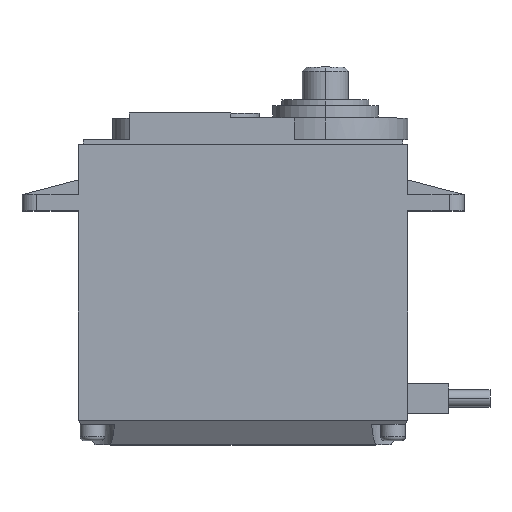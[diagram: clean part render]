
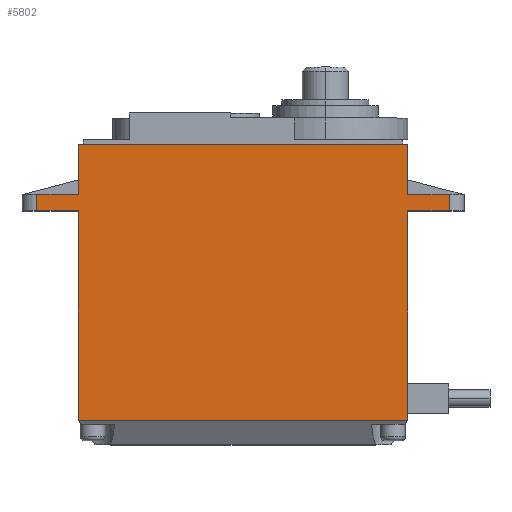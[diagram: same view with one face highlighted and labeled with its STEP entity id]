
A CAD part, top view. The second image highlights one B-rep face of the part: STEP entity #5802.
In plain terms, the highlighted planar face has unit normal (0, 0, 1).
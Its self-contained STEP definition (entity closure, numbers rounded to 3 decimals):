
#36 = EDGE_CURVE ( 'NONE', #5521, #3838, #2438, .T. ) ;
#46 = CARTESIAN_POINT ( 'NONE',  ( 20., 10.15, 19.7 ) ) ;
#90 = VECTOR ( 'NONE', #2878, 1000. ) ;
#168 = VECTOR ( 'NONE', #1817, 1000. ) ;
#288 = LINE ( 'NONE', #5104, #3141 ) ;
#383 = ORIENTED_EDGE ( 'NONE', *, *, #3193, .T. ) ;
#444 = EDGE_LOOP ( 'NONE', ( #1987, #1860, #5401, #4865, #5260, #5662, #4789, #3294, #2869, #4725, #383, #993 ) ) ;
#447 = VERTEX_POINT ( 'NONE', #46 ) ;
#468 = CARTESIAN_POINT ( 'NONE',  ( 0., 0., 19.7 ) ) ;
#510 = LINE ( 'NONE', #3913, #894 ) ;
#671 = DIRECTION ( 'NONE',  ( 1., 0., 0. ) ) ;
#786 = CARTESIAN_POINT ( 'NONE',  ( -25.05, 12.15, 19.7 ) ) ;
#811 = VERTEX_POINT ( 'NONE', #4587 ) ;
#894 = VECTOR ( 'NONE', #671, 1000. ) ;
#993 = ORIENTED_EDGE ( 'NONE', *, *, #3173, .F. ) ;
#1022 = CARTESIAN_POINT ( 'NONE',  ( -20., 18.25, 19.7 ) ) ;
#1110 = AXIS2_PLACEMENT_3D ( 'NONE', #468, #1903, #2370 ) ;
#1150 = CARTESIAN_POINT ( 'NONE',  ( -20., 10.15, 19.7 ) ) ;
#1250 = EDGE_CURVE ( 'NONE', #2573, #811, #2570, .T. ) ;
#1312 = CARTESIAN_POINT ( 'NONE',  ( 20., -15.25, 19.7 ) ) ;
#1321 = CARTESIAN_POINT ( 'NONE',  ( -25.05, 0., 19.7 ) ) ;
#1327 = CARTESIAN_POINT ( 'NONE',  ( -26.85, 12.15, 19.7 ) ) ;
#1340 = DIRECTION ( 'NONE',  ( 0., -1., 0. ) ) ;
#1361 = EDGE_CURVE ( 'NONE', #5313, #1418, #5498, .T. ) ;
#1414 = VECTOR ( 'NONE', #1647, 1000. ) ;
#1418 = VERTEX_POINT ( 'NONE', #1150 ) ;
#1621 = EDGE_CURVE ( 'NONE', #2573, #5516, #1906, .T. ) ;
#1647 = DIRECTION ( 'NONE',  ( 1., 0., 0. ) ) ;
#1817 = DIRECTION ( 'NONE',  ( 0., 1., 0. ) ) ;
#1860 = ORIENTED_EDGE ( 'NONE', *, *, #2819, .T. ) ;
#1881 = FACE_OUTER_BOUND ( 'NONE', #444, .T. ) ;
#1903 = DIRECTION ( 'NONE',  ( 0., 0., -1. ) ) ;
#1906 = LINE ( 'NONE', #1327, #3154 ) ;
#1987 = ORIENTED_EDGE ( 'NONE', *, *, #36, .F. ) ;
#2013 = CARTESIAN_POINT ( 'NONE',  ( -26.85, 12.15, 19.7 ) ) ;
#2033 = CARTESIAN_POINT ( 'NONE',  ( -26.85, 10.15, 19.7 ) ) ;
#2118 = EDGE_CURVE ( 'NONE', #5871, #5516, #2775, .T. ) ;
#2121 = LINE ( 'NONE', #3043, #1414 ) ;
#2149 = VECTOR ( 'NONE', #2948, 1000. ) ;
#2200 = LINE ( 'NONE', #2239, #168 ) ;
#2239 = CARTESIAN_POINT ( 'NONE',  ( -20., -18.25, 19.7 ) ) ;
#2277 = EDGE_CURVE ( 'NONE', #447, #5871, #2121, .T. ) ;
#2370 = DIRECTION ( 'NONE',  ( -1., 0., 0. ) ) ;
#2438 = LINE ( 'NONE', #2013, #2149 ) ;
#2570 = LINE ( 'NONE', #5212, #90 ) ;
#2573 = VERTEX_POINT ( 'NONE', #4770 ) ;
#2662 = EDGE_CURVE ( 'NONE', #4153, #4244, #510, .T. ) ;
#2699 = EDGE_CURVE ( 'NONE', #4244, #447, #288, .T. ) ;
#2775 = LINE ( 'NONE', #3767, #5854 ) ;
#2819 = EDGE_CURVE ( 'NONE', #5521, #5313, #4102, .T. ) ;
#2869 = ORIENTED_EDGE ( 'NONE', *, *, #1621, .F. ) ;
#2878 = DIRECTION ( 'NONE',  ( 0., 1., 0. ) ) ;
#2948 = DIRECTION ( 'NONE',  ( 1., 0., 0. ) ) ;
#3043 = CARTESIAN_POINT ( 'NONE',  ( -26.85, 10.15, 19.7 ) ) ;
#3131 = VECTOR ( 'NONE', #3651, 1000. ) ;
#3141 = VECTOR ( 'NONE', #4084, 1000. ) ;
#3154 = VECTOR ( 'NONE', #4578, 1000. ) ;
#3173 = EDGE_CURVE ( 'NONE', #3838, #3916, #2200, .T. ) ;
#3193 = EDGE_CURVE ( 'NONE', #811, #3916, #3244, .T. ) ;
#3232 = DIRECTION ( 'NONE',  ( -1., 0., 0. ) ) ;
#3244 = LINE ( 'NONE', #5972, #4836 ) ;
#3294 = ORIENTED_EDGE ( 'NONE', *, *, #2118, .T. ) ;
#3301 = CARTESIAN_POINT ( 'NONE',  ( 25.05, 10.15, 19.7 ) ) ;
#3354 = DIRECTION ( 'NONE',  ( 0., 1., 0. ) ) ;
#3381 = VECTOR ( 'NONE', #1340, 1000. ) ;
#3651 = DIRECTION ( 'NONE',  ( 0., 1., 0. ) ) ;
#3767 = CARTESIAN_POINT ( 'NONE',  ( 25.05, 12.15, 19.7 ) ) ;
#3838 = VERTEX_POINT ( 'NONE', #4629 ) ;
#3913 = CARTESIAN_POINT ( 'NONE',  ( 20., -15.25, 19.7 ) ) ;
#3916 = VERTEX_POINT ( 'NONE', #1022 ) ;
#4084 = DIRECTION ( 'NONE',  ( 0., 1., 0. ) ) ;
#4102 = LINE ( 'NONE', #1321, #3381 ) ;
#4153 = VERTEX_POINT ( 'NONE', #4909 ) ;
#4192 = PLANE ( 'NONE',  #1110 ) ;
#4244 = VERTEX_POINT ( 'NONE', #1312 ) ;
#4250 = VECTOR ( 'NONE', #5753, 1000. ) ;
#4518 = LINE ( 'NONE', #4580, #3131 ) ;
#4548 = CARTESIAN_POINT ( 'NONE',  ( 25.05, 12.15, 19.7 ) ) ;
#4578 = DIRECTION ( 'NONE',  ( 1., 0., 0. ) ) ;
#4580 = CARTESIAN_POINT ( 'NONE',  ( -20., -18.25, 19.7 ) ) ;
#4587 = CARTESIAN_POINT ( 'NONE',  ( 20., 18.25, 19.7 ) ) ;
#4629 = CARTESIAN_POINT ( 'NONE',  ( -20., 12.15, 19.7 ) ) ;
#4725 = ORIENTED_EDGE ( 'NONE', *, *, #1250, .T. ) ;
#4770 = CARTESIAN_POINT ( 'NONE',  ( 20., 12.15, 19.7 ) ) ;
#4789 = ORIENTED_EDGE ( 'NONE', *, *, #2277, .T. ) ;
#4836 = VECTOR ( 'NONE', #3232, 1000. ) ;
#4865 = ORIENTED_EDGE ( 'NONE', *, *, #4897, .F. ) ;
#4897 = EDGE_CURVE ( 'NONE', #4153, #1418, #4518, .T. ) ;
#4909 = CARTESIAN_POINT ( 'NONE',  ( -20., -15.25, 19.7 ) ) ;
#5104 = CARTESIAN_POINT ( 'NONE',  ( 20., -18.25, 19.7 ) ) ;
#5212 = CARTESIAN_POINT ( 'NONE',  ( 20., -18.25, 19.7 ) ) ;
#5260 = ORIENTED_EDGE ( 'NONE', *, *, #2662, .T. ) ;
#5313 = VERTEX_POINT ( 'NONE', #5667 ) ;
#5401 = ORIENTED_EDGE ( 'NONE', *, *, #1361, .T. ) ;
#5498 = LINE ( 'NONE', #2033, #4250 ) ;
#5516 = VERTEX_POINT ( 'NONE', #4548 ) ;
#5521 = VERTEX_POINT ( 'NONE', #786 ) ;
#5662 = ORIENTED_EDGE ( 'NONE', *, *, #2699, .T. ) ;
#5667 = CARTESIAN_POINT ( 'NONE',  ( -25.05, 10.15, 19.7 ) ) ;
#5753 = DIRECTION ( 'NONE',  ( 1., 0., 0. ) ) ;
#5802 = ADVANCED_FACE ( 'NONE', ( #1881 ), #4192, .F. ) ;
#5854 = VECTOR ( 'NONE', #3354, 1000. ) ;
#5871 = VERTEX_POINT ( 'NONE', #3301 ) ;
#5972 = CARTESIAN_POINT ( 'NONE',  ( 20., 18.25, 19.7 ) ) ;
